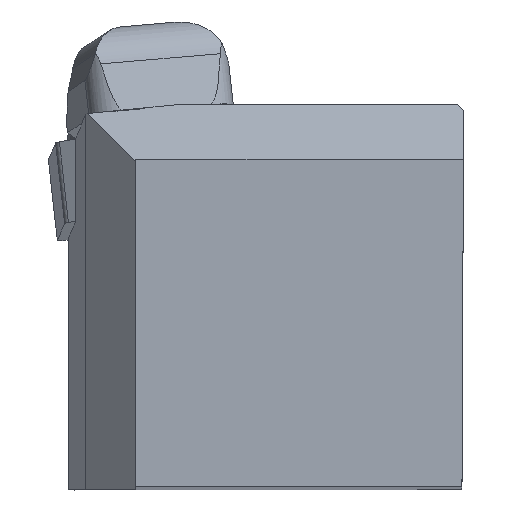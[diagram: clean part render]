
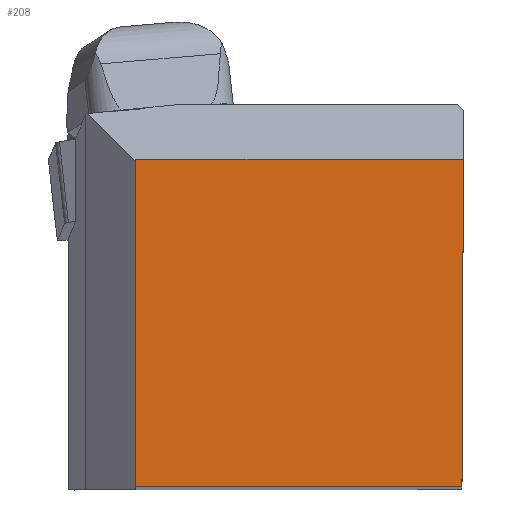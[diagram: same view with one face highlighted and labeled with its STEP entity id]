
A CAD part, top view. The second image highlights one B-rep face of the part: STEP entity #208.
In plain terms, the highlighted planar face has unit normal (0, 0, 1).
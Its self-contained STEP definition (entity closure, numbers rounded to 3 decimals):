
#148=FACE_OUTER_BOUND('',#623,.T.);
#208=ADVANCED_FACE('BLANK_BOXF006',(#148),#276,.F.);
#276=PLANE('',#1498);
#357=LINE('',#2171,#486);
#362=LINE('',#2180,#491);
#365=LINE('',#2186,#494);
#366=LINE('',#2188,#495);
#486=VECTOR('',#1706,1.);
#491=VECTOR('',#1713,1.);
#494=VECTOR('',#1718,1.);
#495=VECTOR('',#1719,1.);
#623=EDGE_LOOP('',(#792,#793,#794,#795));
#792=ORIENTED_EDGE('',*,*,#1247,.F.);
#793=ORIENTED_EDGE('',*,*,#1244,.F.);
#794=ORIENTED_EDGE('',*,*,#1239,.F.);
#795=ORIENTED_EDGE('',*,*,#1248,.F.);
#1101=VERTEX_POINT('',#2170);
#1102=VERTEX_POINT('',#2172);
#1105=VERTEX_POINT('',#2181);
#1107=VERTEX_POINT('',#2187);
#1239=EDGE_CURVE('',#1101,#1102,#357,.T.);
#1244=EDGE_CURVE('',#1102,#1105,#362,.T.);
#1247=EDGE_CURVE('',#1105,#1107,#365,.T.);
#1248=EDGE_CURVE('',#1107,#1101,#366,.T.);
#1498=AXIS2_PLACEMENT_3D('',#2189,#1720,#1721);
#1706=DIRECTION('',(-0.004,-1.,0.));
#1713=DIRECTION('',(-1.,0.,0.));
#1718=DIRECTION('',(0.,1.,0.));
#1719=DIRECTION('',(1.,0.,0.));
#1720=DIRECTION('',(0.,0.,-1.));
#1721=DIRECTION('',(-1.,0.,0.));
#2170=CARTESIAN_POINT('',(0.,31.85,0.));
#2171=CARTESIAN_POINT('',(0.674,186.348,0.));
#2172=CARTESIAN_POINT('',(-0.139,0.,0.));
#2180=CARTESIAN_POINT('',(186.35,0.,0.));
#2181=CARTESIAN_POINT('',(-31.85,0.,0.));
#2186=CARTESIAN_POINT('',(-31.85,-186.35,0.));
#2187=CARTESIAN_POINT('',(-31.85,31.85,0.));
#2188=CARTESIAN_POINT('',(-186.35,31.85,0.));
#2189=CARTESIAN_POINT('',(-55.35,-5.,0.));
